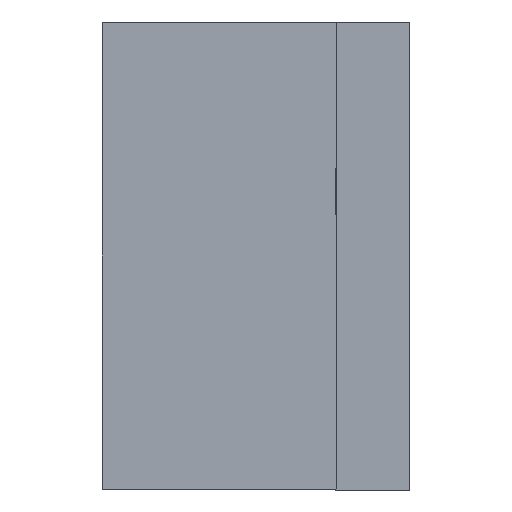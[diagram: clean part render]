
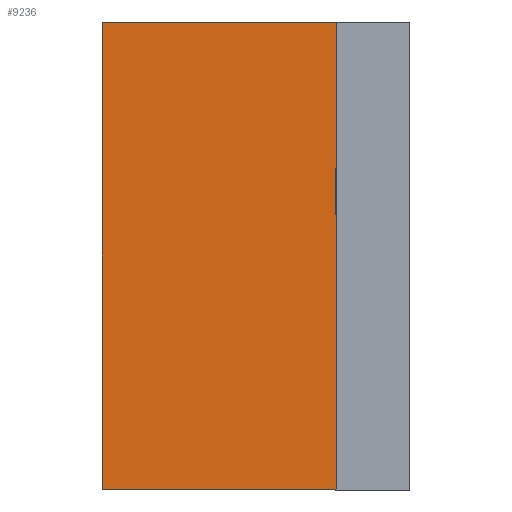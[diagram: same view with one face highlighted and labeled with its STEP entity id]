
A CAD part, left-side view. The second image highlights one B-rep face of the part: STEP entity #9236.
In plain terms, the highlighted planar face has unit normal (-1, 0, 0).
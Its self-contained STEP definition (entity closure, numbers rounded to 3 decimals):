
#8882 = EDGE_CURVE ( 'NONE', #8960, #8884, #15913, .T. ) ;
#8884 = VERTEX_POINT ( 'NONE', #15905 ) ;
#8960 = VERTEX_POINT ( 'NONE', #16153 ) ;
#9133 = EDGE_CURVE ( 'NONE', #8960, #9134, #16782, .T. ) ;
#9134 = VERTEX_POINT ( 'NONE', #16778 ) ;
#9160 = ORIENTED_EDGE ( 'NONE', *, *, #9161, .F. ) ;
#9161 = EDGE_CURVE ( 'NONE', #8884, #9226, #16933, .T. ) ;
#9164 = ORIENTED_EDGE ( 'NONE', *, *, #8882, .F. ) ;
#9167 = ORIENTED_EDGE ( 'NONE', *, *, #9133, .T. ) ;
#9226 = VERTEX_POINT ( 'NONE', #17194 ) ;
#9230 = EDGE_CURVE ( 'NONE', #9134, #9226, #17217, .T. ) ;
#9236 = ADVANCED_FACE ( 'NONE', ( #17213 ), #17285, .T. ) ;
#9237 = EDGE_LOOP ( 'NONE', ( #9160, #9164, #9167, #9277 ) ) ;
#9277 = ORIENTED_EDGE ( 'NONE', *, *, #9230, .T. ) ;
#15905 = CARTESIAN_POINT ( 'NONE',  ( -0.7, 0.125, -0.797 ) ) ;
#15906 = DIRECTION ( 'NONE',  ( 0., 0., -1. ) ) ;
#15907 = VECTOR ( 'NONE', #15906, 1000. ) ;
#15908 = CARTESIAN_POINT ( 'NONE',  ( -0.7, 0.125, 0.797 ) ) ;
#15913 = LINE ( 'NONE', #15908, #15907 ) ;
#16153 = CARTESIAN_POINT ( 'NONE',  ( -0.7, 0.125, 0.797 ) ) ;
#16778 = CARTESIAN_POINT ( 'NONE',  ( -0.7, 0.925, 0.797 ) ) ;
#16779 = DIRECTION ( 'NONE',  ( 0., 1., 0. ) ) ;
#16780 = VECTOR ( 'NONE', #16779, 1000. ) ;
#16781 = CARTESIAN_POINT ( 'NONE',  ( -0.7, 0.01, 0.797 ) ) ;
#16782 = LINE ( 'NONE', #16781, #16780 ) ;
#16930 = DIRECTION ( 'NONE',  ( 0., 1., 0. ) ) ;
#16931 = VECTOR ( 'NONE', #16930, 1000. ) ;
#16932 = CARTESIAN_POINT ( 'NONE',  ( -0.7, 0.01, -0.797 ) ) ;
#16933 = LINE ( 'NONE', #16932, #16931 ) ;
#17194 = CARTESIAN_POINT ( 'NONE',  ( -0.7, 0.925, -0.797 ) ) ;
#17213 = FACE_OUTER_BOUND ( 'NONE', #9237, .T. ) ;
#17214 = DIRECTION ( 'NONE',  ( 0., 0., -1. ) ) ;
#17215 = VECTOR ( 'NONE', #17214, 1000. ) ;
#17216 = CARTESIAN_POINT ( 'NONE',  ( -0.7, 0.925, 0.797 ) ) ;
#17217 = LINE ( 'NONE', #17216, #17215 ) ;
#17281 = DIRECTION ( 'NONE',  ( 0., -1., 0. ) ) ;
#17282 = DIRECTION ( 'NONE',  ( -1., 0., 0. ) ) ;
#17283 = CARTESIAN_POINT ( 'NONE',  ( -0.7, 0.01, 0.797 ) ) ;
#17284 = AXIS2_PLACEMENT_3D ( 'NONE', #17283, #17282, #17281 ) ;
#17285 = PLANE ( 'NONE',  #17284 ) ;
